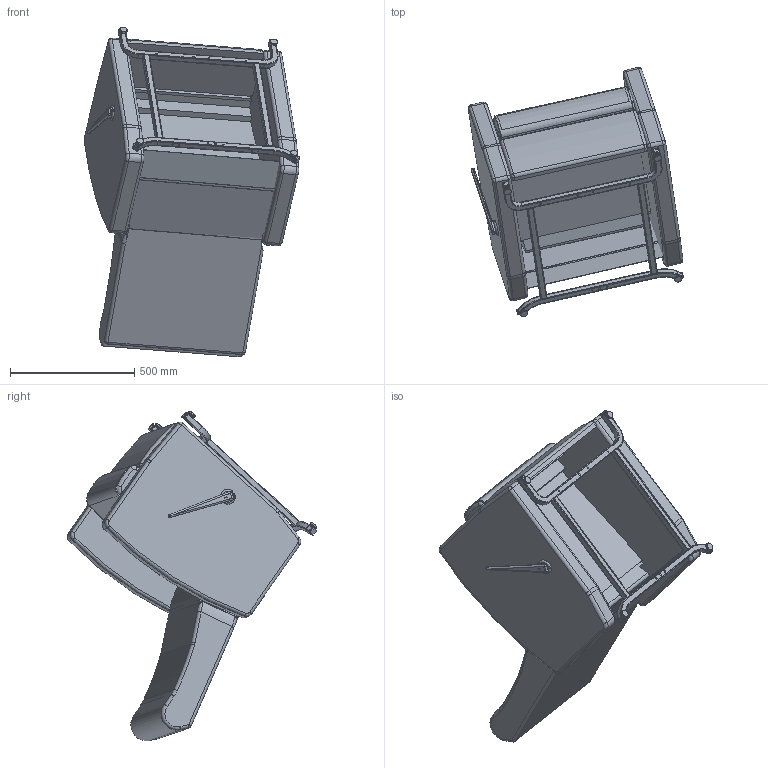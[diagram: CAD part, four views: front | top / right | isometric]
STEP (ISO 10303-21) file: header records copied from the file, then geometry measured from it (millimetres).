
FILE_DESCRIPTION(/* description */ (''),/* implementation_level */ '2;1');
FILE_NAME(/* name */ 'L1306F.stp',/* time_stamp */ '2017-09-29T15:14:18-04:00',/* author */ ('emehringer'),/* organization */ (''),/* preprocessor_version */ 'ST-DEVELOPER v16.5',/* originating_system */ 'Autodesk Inventor 2017',/* authorisation */ '');
FILE_SCHEMA (('AUTOMOTIVE_DESIGN { 1 0 10303 214 3 1 1 }'));
Length unit declared in the file: inch
Products named in the file (14): L1306F; HANDLE 3/4 BLK; PLATFORMK9000-1 (generic); 4329650000_4328130000 (generic); 4328470000_4328320000 (generic); 4328590000 (generic); 7150570000 (generic); 7120800000 (generic); 7130140000; UBASE E1304 (CABLE LEVER); OD1305 UBACK; USEAT 1304; OD1305 UKO; EV7070 UBACK FLAP
Assembly tree (23 placements, depth 3):
  L1306F
    HANDLE 3/4 BLK
    PLATFORMK9000-1 (generic)
      4329650000_4328130000 (generic)
      4328470000_4328320000 (generic)
      4328590000 (generic)  x2
      7150570000 (generic)  x4
      7120800000 (generic)  x4
      7130140000  x4
    UBASE E1304 (CABLE LEVER)
    OD1305 UBACK
    USEAT 1304
    OD1305 UKO
    EV7070 UBACK FLAP
Bounding box: 868.35 x 1004.01 x 1328.33 mm (x, y, z)
Volume: 149291684.7 mm3; surface area: 5091337.1 mm2
Topology: 23 solids, 23 shells, 1283 faces, 3221 edges, 1997 vertices
Faces by surface type: plane 678, cylinder 365, torus 88, bspline 67, cone 53, sphere 32
Full cylindrical faces by diameter (mm): 4.369 x2, 5.105 x4, 5.334 x1, 5.563 x2, 6.35 x2, 7.137 x4, 8.001 x4, 9.541 x1, 9.804 x1, 15.24 x4, 24.181 x4, 42.037 x1, 60.325 x1
Entity records: 24169 total; most frequent: CARTESIAN_POINT 7208, DIRECTION 3649, ORIENTED_EDGE 3350, EDGE_CURVE 1675, AXIS2_PLACEMENT_3D 1429, VERTEX_POINT 1035, LINE 791, VECTOR 791
